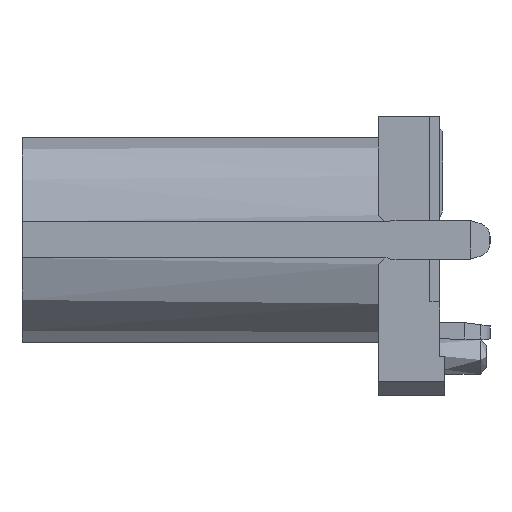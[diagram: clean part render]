
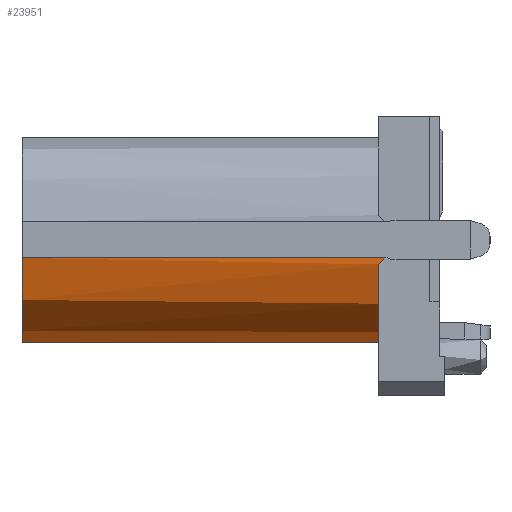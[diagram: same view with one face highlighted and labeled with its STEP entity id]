
A CAD part, left-side view. The second image highlights one B-rep face of the part: STEP entity #23951.
In plain terms, the highlighted cylindrical face has radius 1.3 mm (diameter 2.6 mm), a partial arc.
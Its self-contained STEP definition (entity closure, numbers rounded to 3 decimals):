
#83=B_SPLINE_CURVE_WITH_KNOTS('',3,(#35750,#35751,#35752,#35753),
 .UNSPECIFIED.,.F.,.F.,(4,4),(0.,0.),
 .UNSPECIFIED.);
#228=CYLINDRICAL_SURFACE('',#25203,1.3);
#403=CIRCLE('',#25014,1.3);
#467=CIRCLE('',#25204,1.3);
#4954=ORIENTED_EDGE('',*,*,#8649,.F.);
#4955=ORIENTED_EDGE('',*,*,#8170,.F.);
#4956=ORIENTED_EDGE('',*,*,#7995,.F.);
#4957=ORIENTED_EDGE('',*,*,#8650,.T.);
#4958=ORIENTED_EDGE('',*,*,#8651,.F.);
#7995=EDGE_CURVE('',#10201,#10202,#12495,.T.);
#8170=EDGE_CURVE('',#10202,#10352,#403,.T.);
#8649=EDGE_CURVE('',#10352,#10667,#13020,.T.);
#8650=EDGE_CURVE('',#10201,#10668,#467,.T.);
#8651=EDGE_CURVE('',#10667,#10668,#83,.T.);
#10201=VERTEX_POINT('',#34425);
#10202=VERTEX_POINT('',#34427);
#10352=VERTEX_POINT('',#34793);
#10667=VERTEX_POINT('',#35747);
#10668=VERTEX_POINT('',#35749);
#12495=LINE('',#34426,#14976);
#13020=LINE('',#35746,#15501);
#14976=VECTOR('',#28742,1000.);
#15501=VECTOR('',#29799,1000.);
#16578=EDGE_LOOP('',(#4954,#4955,#4956,#4957,#4958));
#17651=FACE_BOUND('',#16578,.T.);
#23951=ADVANCED_FACE('',(#17651),#228,.T.);
#25014=AXIS2_PLACEMENT_3D('',#34792,#29026,#29027);
#25203=AXIS2_PLACEMENT_3D('',#35745,#29797,#29798);
#25204=AXIS2_PLACEMENT_3D('',#35748,#29800,#29801);
#28742=DIRECTION('',(0.,-1.,0.));
#29026=DIRECTION('',(0.,-1.,0.));
#29027=DIRECTION('',(0.,0.,-1.));
#29797=DIRECTION('',(0.,1.,0.));
#29798=DIRECTION('',(0.,0.,-1.));
#29799=DIRECTION('',(0.,1.,0.));
#29800=DIRECTION('',(0.,-1.,0.));
#29801=DIRECTION('',(0.,0.,1.));
#34425=CARTESIAN_POINT('',(25.17,-9.15,-11.33));
#34426=CARTESIAN_POINT('',(25.17,-9.016,-11.33));
#34427=CARTESIAN_POINT('',(25.17,-14.65,-11.33));
#34792=CARTESIAN_POINT('',(25.17,-14.65,-10.03));
#34793=CARTESIAN_POINT('',(26.47,-14.65,-10.03));
#35745=CARTESIAN_POINT('',(25.17,-9.016,-10.03));
#35746=CARTESIAN_POINT('',(26.47,-10.385,-10.03));
#35747=CARTESIAN_POINT('',(26.47,-9.05,-10.03));
#35748=CARTESIAN_POINT('',(25.17,-9.15,-10.03));
#35749=CARTESIAN_POINT('',(26.466,-9.15,-10.13));
#35750=CARTESIAN_POINT('',(26.47,-9.05,-10.03));
#35751=CARTESIAN_POINT('',(26.47,-9.103,-10.03));
#35752=CARTESIAN_POINT('',(26.47,-9.15,-10.077));
#35753=CARTESIAN_POINT('',(26.466,-9.15,-10.13));
